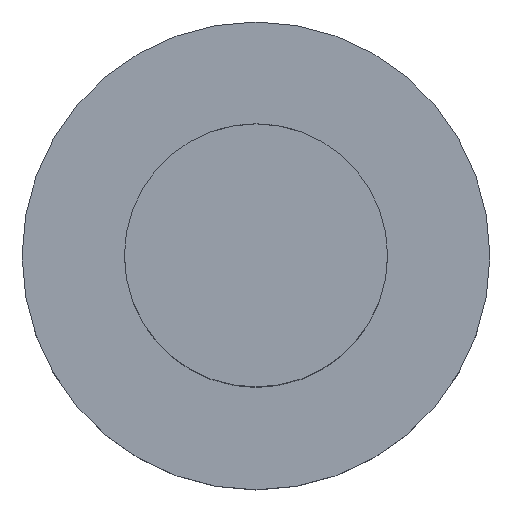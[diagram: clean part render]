
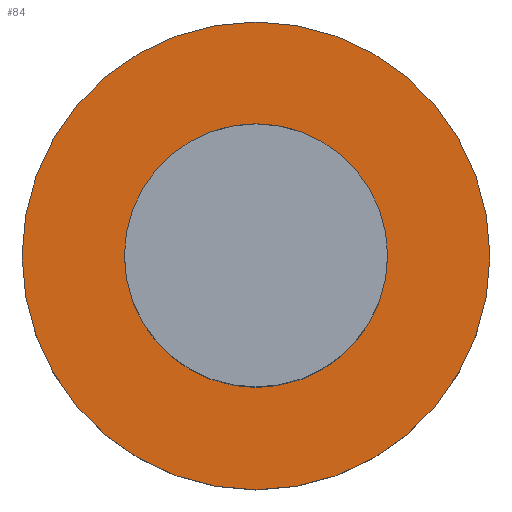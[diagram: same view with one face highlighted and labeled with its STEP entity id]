
A CAD part, top view. The second image highlights one B-rep face of the part: STEP entity #84.
In plain terms, the highlighted planar face has unit normal (0, 0, 1).
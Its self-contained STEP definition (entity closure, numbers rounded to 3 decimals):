
#57=EDGE_CURVE('240[2]',#149,#149,#150,.T.);
#79=EDGE_CURVE('240[2]',#182,#182,#183,.T.);
#84=ADVANCED_FACE('240[2]',(#189,#190),#191,.T.);
#149=VERTEX_POINT('',#273);
#150=CIRCLE('',#274,32.0);
#182=VERTEX_POINT('',#379);
#183=CIRCLE('',#380,18.0);
#189=FACE_BOUND('',#388,.T.);
#190=FACE_OUTER_BOUND('',#389,.T.);
#191=PLANE('',#390);
#273=CARTESIAN_POINT('',(0.,32.0,0.));
#274=AXIS2_PLACEMENT_3D('',#614,#615,#616);
#379=CARTESIAN_POINT('',(18.0,0.0,0.0));
#380=AXIS2_PLACEMENT_3D('',#644,#645,#646);
#388=EDGE_LOOP('',(#651));
#389=EDGE_LOOP('',(#652));
#390=AXIS2_PLACEMENT_3D('',#653,#654,#655);
#614=CARTESIAN_POINT('',(0.0,0.0,0.0));
#615=DIRECTION('',(0.,0.,1.0));
#616=DIRECTION('',(0.,1.0,0.));
#644=CARTESIAN_POINT('',(0.0,0.0,0.));
#645=DIRECTION('',(0.,0.,-1.0));
#646=DIRECTION('',(1.0,0.,0.));
#651=ORIENTED_EDGE('',*,*,#79,.T.);
#652=ORIENTED_EDGE('',*,*,#57,.T.);
#653=CARTESIAN_POINT('',(0.,16.0,0.));
#654=DIRECTION('',(0.,0.,1.0));
#655=DIRECTION('',(1.0,0.,0.0));
